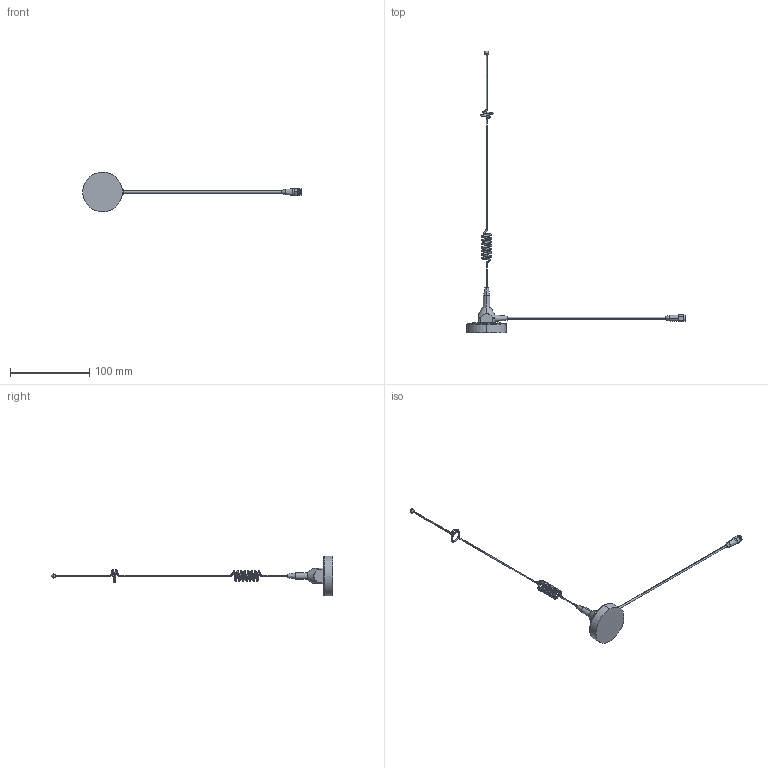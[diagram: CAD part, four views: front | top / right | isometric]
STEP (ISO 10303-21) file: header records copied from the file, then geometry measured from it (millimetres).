
FILE_DESCRIPTION (( 'STEP AP214' ), '1' );
FILE_NAME ('GA.110.101111_Web.STEP', '2020-01-02T01:57:03', ( '' ), ( '' ), 'SwSTEP 2.0', 'SolidWorks 2017', '' );
FILE_SCHEMA (( 'AUTOMOTIVE_DESIGN' ));
Length unit declared in the file: millimetre
Products named in the file (12): 000111F020002A_cover; GA.110.101111_Web; SMA.M.ST(RP); 001311J030002A_Strain Relief Bushing; RG174 Coaxial Cable; 000812F000002A_GA.110 antenna stick_2; GA.110.101111_2
Assembly tree (6 placements, depth 3):
  000111F020002A_cover
  GA.110.101111_Web
    GA.110.101111_2
      000111F020002A_cover
      000812F000002A_GA.110 antenna stick_2
      RG174 Coaxial Cable
      001311J030002A_Strain Relief Bushing
      SMA.M.ST(RP)
  RG174 Coaxial Cable
  000812F000002A_GA.110 antenna stick_2
  001311J030002A_Strain Relief Bushing
Bounding box: 275.08 x 355 x 50 mm (x, y, z)
Volume: 34554.5 mm3; surface area: 13407.8 mm2
Topology: 5 solids, 5 shells, 122 faces, 280 edges, 175 vertices
Faces by surface type: cylinder 43, plane 31, bspline 28, cone 20
Entity records: 13877 total; most frequent: CARTESIAN_POINT 9723, ORIENTED_EDGE 552, DIRECTION 491, EDGE_CURVE 276, AXIS2_PLACEMENT_3D 206, VERTEX_POINT 175, UNCERTAINTY_MEASURE_WITH_UNIT 139, EDGE_LOOP 133
